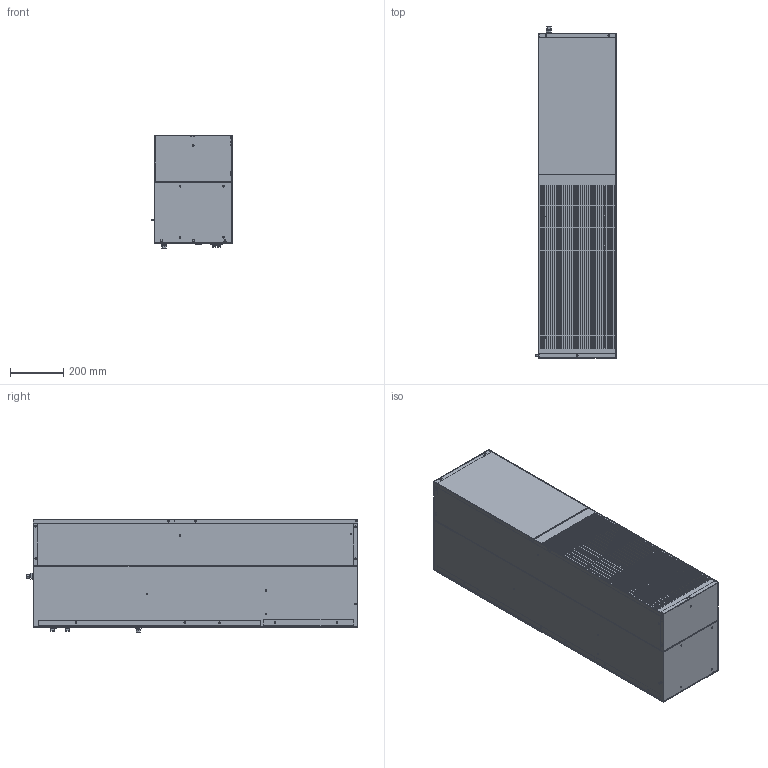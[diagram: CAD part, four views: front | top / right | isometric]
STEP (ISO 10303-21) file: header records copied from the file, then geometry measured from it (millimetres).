
FILE_DESCRIPTION((''),'2;1');
FILE_NAME('STEP-KA6C9HL48LV.stp', '2016-04-19T15:35:16',('User'),('SDRC'),'I-DEAS Master Series','UNIX','Yes');
FILE_SCHEMA(('CONFIG_CONTROL_DESIGN', 'GEOMETRIC_VALIDATION_PROPERTIES_MIM','SHAPE_APPEARANCE_LAYER_MIM'));
Length unit declared in the file: inch
Bounding box: 305.13 x 1246.89 x 428.19 mm (x, y, z)
Volume: 3184343.4 mm3; surface area: 5413933.3 mm2
Topology: 78 solids, 78 shells, 7960 faces, 23407 edges, 15417 vertices
Faces by surface type: bspline 7960
Entity records: 267903 total; most frequent: CARTESIAN_POINT 110919, ORIENTED_EDGE 46750, EDGE_CURVE 23375, VERTEX_POINT 15417, QUASI_UNIFORM_CURVE 13708, OVER_RIDING_STYLED_ITEM 13642, EDGE_LOOP 10876, FACE_OUTER_BOUND 7960
